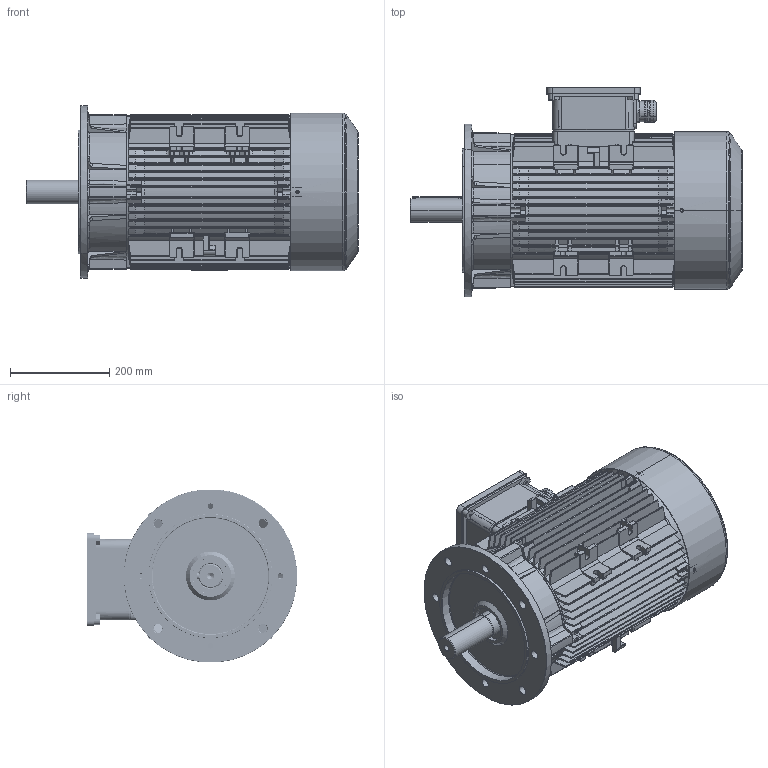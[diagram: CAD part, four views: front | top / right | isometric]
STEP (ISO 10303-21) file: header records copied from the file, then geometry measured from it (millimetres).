
FILE_DESCRIPTION (( 'STEP AP214' ), '1' );
FILE_NAME ('FCA180MLT-B5-IC411-2-4-6-8 POLES.STEP', '2024-10-10T13:13:53', ( '' ), ( '' ), 'SwSTEP 2.0', 'SolidWorks 2024', '' );
FILE_SCHEMA (( 'AUTOMOTIVE_DESIGN' ));
Length unit declared in the file: millimetre
Products named in the file (19): Scatola morsetti 160-200T; Guarnizione carcassa-scatola 160-200T; Tappo M40; Radial Ball Bearing_68_SKF_SKF - 6309 - 10,DE,AC,10_68; Radial Ball Bearing_68_SKF_SKF - 6310 - 10,DE,AC,10_68; Copriventola 160; Targhetta motore_LAMIERA ALLUMINIO; Ventola 160-7Pale-4Poli; Flangia FC180T; Albero serie 180MLT autovent.; Gruppo Coprimorsettiera 160; Scudo C160 alluminio; Guarnizione scatola-coperchio 160-200T; PRESSACAVO M40; FCA180MLT-B5-IC411-2-4-6-8 POLES; Carcassa 160L-180MT_LT-B3-B5; Piastra porta targa singola; parallel_din_Parallel key A14 x 9 x 100 DIN 6885; Coperchio scatola morsetti 160-200T
Assembly tree (18 placements, depth 3):
  FCA180MLT-B5-IC411-2-4-6-8 POLES
    Albero serie 180MLT autovent.
    Radial Ball Bearing_68_SKF_SKF - 6310 - 10,DE,AC,10_68
    Flangia FC180T
    Radial Ball Bearing_68_SKF_SKF - 6309 - 10,DE,AC,10_68
    Scudo C160 alluminio
    parallel_din_Parallel key A14 x 9 x 100 DIN 6885
    Ventola 160-7Pale-4Poli
    Copriventola 160
    Carcassa 160L-180MT_LT-B3-B5
    Piastra porta targa singola
    Gruppo Coprimorsettiera 160
      Guarnizione carcassa-scatola 160-200T
      Scatola morsetti 160-200T
      Guarnizione scatola-coperchio 160-200T
      Tappo M40
      PRESSACAVO M40
      Coperchio scatola morsetti 160-200T
    Targhetta motore_LAMIERA ALLUMINIO
Bounding box: 670.16 x 423.52 x 349.04 mm (x, y, z)
Volume: 8700773.4 mm3; surface area: 3023889.1 mm2
Topology: 17 solids, 18 shells, 6551 faces, 18144 edges, 11614 vertices
Faces by surface type: plane 3099, cylinder 1492, torus 744, cone 719, bspline 291, sphere 206
Entity records: 239831 total; most frequent: CARTESIAN_POINT 75080, ORIENTED_EDGE 36160, DIRECTION 31855, EDGE_CURVE 18080, VERTEX_POINT 11612, AXIS2_PLACEMENT_3D 11005, LINE 9845, VECTOR 9845
